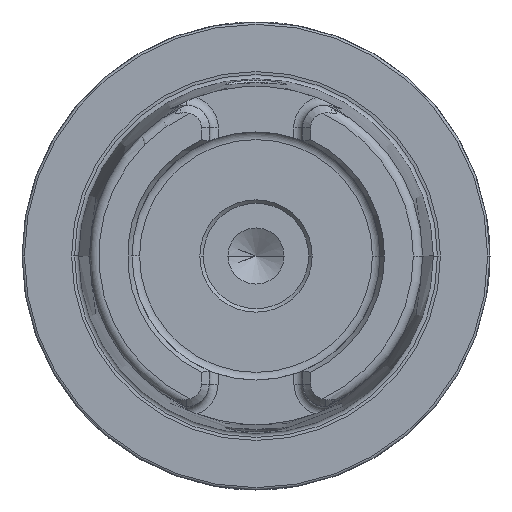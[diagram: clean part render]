
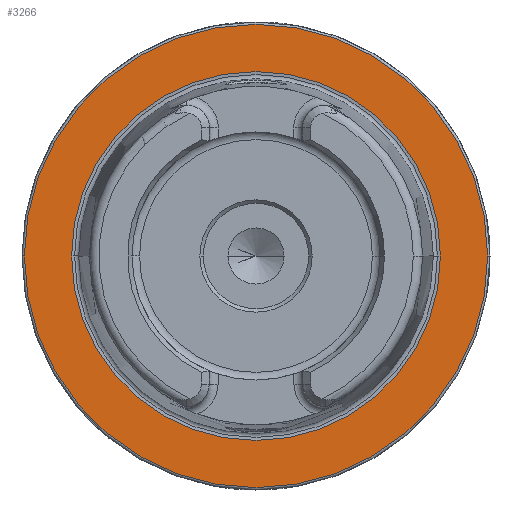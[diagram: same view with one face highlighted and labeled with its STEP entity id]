
A CAD part, left-side view. The second image highlights one B-rep face of the part: STEP entity #3266.
In plain terms, the highlighted planar face has unit normal (-1, 0, 0).
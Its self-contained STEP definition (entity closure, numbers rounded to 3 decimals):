
#1316 = ORIENTED_EDGE ( 'NONE', *, *, #3770, .T. ) ;
#1325 = ORIENTED_EDGE ( 'NONE', *, *, #3759, .F. ) ;
#1327 = ORIENTED_EDGE ( 'NONE', *, *, #2700, .F. ) ;
#1331 = ORIENTED_EDGE ( 'NONE', *, *, #2710, .T. ) ;
#2700 = EDGE_CURVE ( 'NONE', #4356, #4347, #7549, .T. ) ;
#2710 = EDGE_CURVE ( 'NONE', #4340, #4141, #7562, .T. ) ;
#3085 = AXIS2_PLACEMENT_3D ( 'NONE', #5297, #5298, #5299 ) ;
#3092 = AXIS2_PLACEMENT_3D ( 'NONE', #5324, #5325, #5326 ) ;
#3266 = ADVANCED_FACE ( 'NONE', ( #6959, #6970 ), #8357, .F. ) ;
#3759 = EDGE_CURVE ( 'NONE', #4347, #4356, #9419, .T. ) ;
#3770 = EDGE_CURVE ( 'NONE', #4141, #4340, #9432, .T. ) ;
#4141 = VERTEX_POINT ( 'NONE', #12707 ) ;
#4340 = VERTEX_POINT ( 'NONE', #12801 ) ;
#4347 = VERTEX_POINT ( 'NONE', #12808 ) ;
#4356 = VERTEX_POINT ( 'NONE', #12817 ) ;
#5095 = EDGE_LOOP ( 'NONE', ( #1325, #1327 ) ) ;
#5297 = CARTESIAN_POINT ( 'NONE',  ( 0., 0., 0. ) ) ;
#5298 = DIRECTION ( 'NONE',  ( -1., 0., 0. ) ) ;
#5299 = DIRECTION ( 'NONE',  ( 0., -1., 0. ) ) ;
#5324 = CARTESIAN_POINT ( 'NONE',  ( 0., 0., 0. ) ) ;
#5325 = DIRECTION ( 'NONE',  ( -1., 0., 0. ) ) ;
#5326 = DIRECTION ( 'NONE',  ( 0., -1., 0. ) ) ;
#6959 = FACE_BOUND ( 'NONE', #5095, .T. ) ;
#6970 = FACE_OUTER_BOUND ( 'NONE', #10184, .T. ) ;
#7549 = CIRCLE ( 'NONE', #3085, 39.405 ) ;
#7562 = CIRCLE ( 'NONE', #3092, 49.5 ) ;
#7934 = AXIS2_PLACEMENT_3D ( 'NONE', #8354, #8359, #8360 ) ;
#8154 = AXIS2_PLACEMENT_3D ( 'NONE', #11275, #11276, #11277 ) ;
#8159 = AXIS2_PLACEMENT_3D ( 'NONE', #11340, #11341, #11342 ) ;
#8354 = CARTESIAN_POINT ( 'NONE',  ( 0., 49.5, 0. ) ) ;
#8357 = PLANE ( 'NONE',  #7934 ) ;
#8359 = DIRECTION ( 'NONE',  ( 1., 0., 0. ) ) ;
#8360 = DIRECTION ( 'NONE',  ( 0., 1., 0. ) ) ;
#9419 = CIRCLE ( 'NONE', #8154, 39.405 ) ;
#9432 = CIRCLE ( 'NONE', #8159, 49.5 ) ;
#10184 = EDGE_LOOP ( 'NONE', ( #1331, #1316 ) ) ;
#11275 = CARTESIAN_POINT ( 'NONE',  ( 0., 0., 0. ) ) ;
#11276 = DIRECTION ( 'NONE',  ( -1., 0., 0. ) ) ;
#11277 = DIRECTION ( 'NONE',  ( 0., -1., 0. ) ) ;
#11340 = CARTESIAN_POINT ( 'NONE',  ( 0., 0., 0. ) ) ;
#11341 = DIRECTION ( 'NONE',  ( -1., 0., 0. ) ) ;
#11342 = DIRECTION ( 'NONE',  ( 0., -1., 0. ) ) ;
#12707 = CARTESIAN_POINT ( 'NONE',  ( 0., 49.5, 0. ) ) ;
#12801 = CARTESIAN_POINT ( 'NONE',  ( 0., -49.5, 0. ) ) ;
#12808 = CARTESIAN_POINT ( 'NONE',  ( 0., -39.405, 0. ) ) ;
#12817 = CARTESIAN_POINT ( 'NONE',  ( 0., 39.405, 0. ) ) ;
